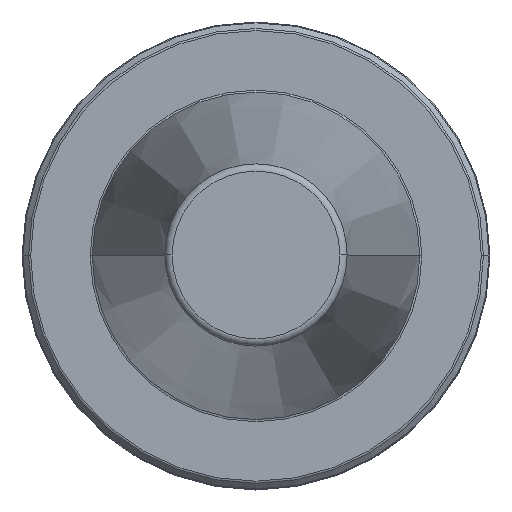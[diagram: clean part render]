
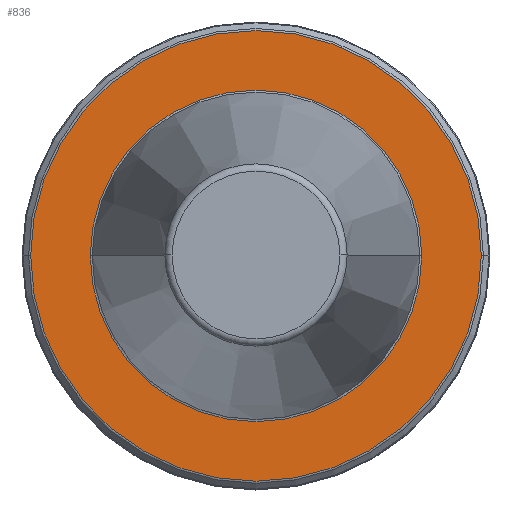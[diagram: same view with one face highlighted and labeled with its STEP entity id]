
A CAD part, top view. The second image highlights one B-rep face of the part: STEP entity #836.
In plain terms, the highlighted planar face has unit normal (0, 0, 1).
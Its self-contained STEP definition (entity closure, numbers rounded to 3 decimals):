
#21 = CARTESIAN_POINT ( 'NONE',  ( 0., 0., -3.2 ) ) ;
#52 = DIRECTION ( 'NONE',  ( 0., 0., 1. ) ) ;
#64 = ORIENTED_EDGE ( 'NONE', *, *, #786, .T. ) ;
#114 = AXIS2_PLACEMENT_3D ( 'NONE', #874, #292, #974 ) ;
#175 = DIRECTION ( 'NONE',  ( 0., 0., 1. ) ) ;
#232 = DIRECTION ( 'NONE',  ( 0., 0., 1. ) ) ;
#292 = DIRECTION ( 'NONE',  ( 0., 0., 1. ) ) ;
#297 = EDGE_LOOP ( 'NONE', ( #64, #686 ) ) ;
#312 = PLANE ( 'NONE',  #1132 ) ;
#353 = ORIENTED_EDGE ( 'NONE', *, *, #925, .F. ) ;
#384 = EDGE_CURVE ( 'NONE', #558, #964, #482, .T. ) ;
#438 = CARTESIAN_POINT ( 'NONE',  ( -30.584, 0., -3.2 ) ) ;
#451 = DIRECTION ( 'NONE',  ( 1., 0., 0. ) ) ;
#477 = VERTEX_POINT ( 'NONE', #821 ) ;
#482 = CIRCLE ( 'NONE', #1105, 22.5 ) ;
#485 = EDGE_CURVE ( 'NONE', #1221, #477, #981, .T. ) ;
#543 = FACE_OUTER_BOUND ( 'NONE', #297, .T. ) ;
#558 = VERTEX_POINT ( 'NONE', #778 ) ;
#582 = CARTESIAN_POINT ( 'NONE',  ( 22.5, 0., -3.2 ) ) ;
#592 = CARTESIAN_POINT ( 'NONE',  ( 0., 0., -3.2 ) ) ;
#603 = DIRECTION ( 'NONE',  ( 1., 0., 0. ) ) ;
#686 = ORIENTED_EDGE ( 'NONE', *, *, #485, .T. ) ;
#713 = DIRECTION ( 'NONE',  ( 0., 0., 1. ) ) ;
#759 = CARTESIAN_POINT ( 'NONE',  ( 0., 0., -3.2 ) ) ;
#778 = CARTESIAN_POINT ( 'NONE',  ( -22.5, 0., -3.2 ) ) ;
#786 = EDGE_CURVE ( 'NONE', #477, #1221, #1057, .T. ) ;
#796 = EDGE_LOOP ( 'NONE', ( #353, #989 ) ) ;
#821 = CARTESIAN_POINT ( 'NONE',  ( 30.584, 0., -3.2 ) ) ;
#836 = ADVANCED_FACE ( 'NONE', ( #543, #1033 ), #312, .T. ) ;
#858 = AXIS2_PLACEMENT_3D ( 'NONE', #1191, #232, #911 ) ;
#874 = CARTESIAN_POINT ( 'NONE',  ( 0., 0., -3.2 ) ) ;
#911 = DIRECTION ( 'NONE',  ( 1., 0., 0. ) ) ;
#925 = EDGE_CURVE ( 'NONE', #964, #558, #1249, .T. ) ;
#958 = DIRECTION ( 'NONE',  ( 1., 0., 0. ) ) ;
#964 = VERTEX_POINT ( 'NONE', #582 ) ;
#974 = DIRECTION ( 'NONE',  ( 1., 0., 0. ) ) ;
#981 = CIRCLE ( 'NONE', #858, 30.584 ) ;
#989 = ORIENTED_EDGE ( 'NONE', *, *, #384, .F. ) ;
#1033 = FACE_BOUND ( 'NONE', #796, .T. ) ;
#1057 = CIRCLE ( 'NONE', #1103, 30.584 ) ;
#1103 = AXIS2_PLACEMENT_3D ( 'NONE', #592, #52, #958 ) ;
#1105 = AXIS2_PLACEMENT_3D ( 'NONE', #759, #175, #451 ) ;
#1132 = AXIS2_PLACEMENT_3D ( 'NONE', #21, #713, #603 ) ;
#1191 = CARTESIAN_POINT ( 'NONE',  ( 0., 0., -3.2 ) ) ;
#1221 = VERTEX_POINT ( 'NONE', #438 ) ;
#1249 = CIRCLE ( 'NONE', #114, 22.5 ) ;
